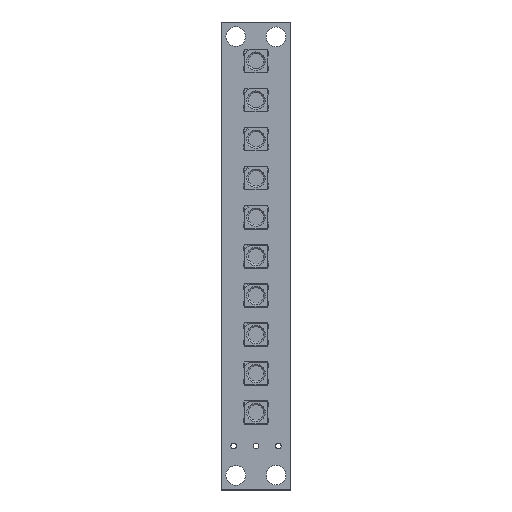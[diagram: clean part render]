
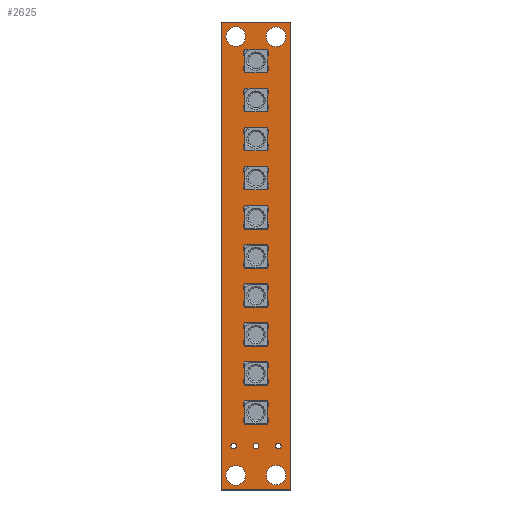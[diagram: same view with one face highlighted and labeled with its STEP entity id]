
A CAD part, top view. The second image highlights one B-rep face of the part: STEP entity #2625.
In plain terms, the highlighted planar face has unit normal (0, 0, 1).
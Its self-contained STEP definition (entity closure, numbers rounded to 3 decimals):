
#2436 = VERTEX_POINT('',#2437);
#2437 = CARTESIAN_POINT('',(7.444,-49.941,1.6));
#2443 = EDGE_CURVE('',#2436,#2444,#2446,.T.);
#2444 = VERTEX_POINT('',#2445);
#2445 = CARTESIAN_POINT('',(-7.444,-49.941,1.6));
#2446 = LINE('',#2447,#2448);
#2447 = CARTESIAN_POINT('',(7.444,-49.941,1.6));
#2448 = VECTOR('',#2449,1.);
#2449 = DIRECTION('',(-1.,0.,0.));
#2476 = VERTEX_POINT('',#2477);
#2477 = CARTESIAN_POINT('',(7.444,49.941,1.6));
#2483 = EDGE_CURVE('',#2476,#2436,#2484,.T.);
#2484 = LINE('',#2485,#2486);
#2485 = CARTESIAN_POINT('',(7.444,49.941,1.6));
#2486 = VECTOR('',#2487,1.);
#2487 = DIRECTION('',(0.,-1.,0.));
#2505 = EDGE_CURVE('',#2444,#2506,#2508,.T.);
#2506 = VERTEX_POINT('',#2507);
#2507 = CARTESIAN_POINT('',(-7.444,49.941,1.6));
#2508 = LINE('',#2509,#2510);
#2509 = CARTESIAN_POINT('',(-7.444,-49.941,1.6));
#2510 = VECTOR('',#2511,1.);
#2511 = DIRECTION('',(0.,1.,0.));
#2625 = ADVANCED_FACE('',(#2626,#2637,#2648,#2659,#2670,#2681,#2692,
    #2703),#2714,.T.);
#2626 = FACE_BOUND('',#2627,.T.);
#2627 = EDGE_LOOP('',(#2628,#2629,#2630,#2636));
#2628 = ORIENTED_EDGE('',*,*,#2443,.F.);
#2629 = ORIENTED_EDGE('',*,*,#2483,.F.);
#2630 = ORIENTED_EDGE('',*,*,#2631,.F.);
#2631 = EDGE_CURVE('',#2506,#2476,#2632,.T.);
#2632 = LINE('',#2633,#2634);
#2633 = CARTESIAN_POINT('',(-7.444,49.941,1.6));
#2634 = VECTOR('',#2635,1.);
#2635 = DIRECTION('',(1.,0.,0.));
#2636 = ORIENTED_EDGE('',*,*,#2505,.F.);
#2637 = FACE_BOUND('',#2638,.T.);
#2638 = EDGE_LOOP('',(#2639));
#2639 = ORIENTED_EDGE('',*,*,#2640,.F.);
#2640 = EDGE_CURVE('',#2641,#2641,#2643,.T.);
#2641 = VERTEX_POINT('',#2642);
#2642 = CARTESIAN_POINT('',(-2.225,-46.815,1.6));
#2643 = CIRCLE('',#2644,2.1);
#2644 = AXIS2_PLACEMENT_3D('',#2645,#2646,#2647);
#2645 = CARTESIAN_POINT('',(-4.325,-46.815,1.6));
#2646 = DIRECTION('',(0.,0.,1.));
#2647 = DIRECTION('',(1.,0.,-0.));
#2648 = FACE_BOUND('',#2649,.T.);
#2649 = EDGE_LOOP('',(#2650));
#2650 = ORIENTED_EDGE('',*,*,#2651,.T.);
#2651 = EDGE_CURVE('',#2652,#2652,#2654,.T.);
#2652 = VERTEX_POINT('',#2653);
#2653 = CARTESIAN_POINT('',(-4.763,-41.165,1.6));
#2654 = CIRCLE('',#2655,0.6);
#2655 = AXIS2_PLACEMENT_3D('',#2656,#2657,#2658);
#2656 = CARTESIAN_POINT('',(-4.763,-40.565,1.6));
#2657 = DIRECTION('',(-0.,0.,-1.));
#2658 = DIRECTION('',(0.,-1.,0.));
#2659 = FACE_BOUND('',#2660,.T.);
#2660 = EDGE_LOOP('',(#2661));
#2661 = ORIENTED_EDGE('',*,*,#2662,.T.);
#2662 = EDGE_CURVE('',#2663,#2663,#2665,.T.);
#2663 = VERTEX_POINT('',#2664);
#2664 = CARTESIAN_POINT('',(0.,-41.165,1.6));
#2665 = CIRCLE('',#2666,0.6);
#2666 = AXIS2_PLACEMENT_3D('',#2667,#2668,#2669);
#2667 = CARTESIAN_POINT('',(0.,-40.565,1.6));
#2668 = DIRECTION('',(-0.,0.,-1.));
#2669 = DIRECTION('',(0.,-1.,-0.));
#2670 = FACE_BOUND('',#2671,.T.);
#2671 = EDGE_LOOP('',(#2672));
#2672 = ORIENTED_EDGE('',*,*,#2673,.F.);
#2673 = EDGE_CURVE('',#2674,#2674,#2676,.T.);
#2674 = VERTEX_POINT('',#2675);
#2675 = CARTESIAN_POINT('',(6.375,-46.765,1.6));
#2676 = CIRCLE('',#2677,2.1);
#2677 = AXIS2_PLACEMENT_3D('',#2678,#2679,#2680);
#2678 = CARTESIAN_POINT('',(4.275,-46.765,1.6));
#2679 = DIRECTION('',(0.,0.,1.));
#2680 = DIRECTION('',(1.,0.,-0.));
#2681 = FACE_BOUND('',#2682,.T.);
#2682 = EDGE_LOOP('',(#2683));
#2683 = ORIENTED_EDGE('',*,*,#2684,.T.);
#2684 = EDGE_CURVE('',#2685,#2685,#2687,.T.);
#2685 = VERTEX_POINT('',#2686);
#2686 = CARTESIAN_POINT('',(4.763,-41.165,1.6));
#2687 = CIRCLE('',#2688,0.6);
#2688 = AXIS2_PLACEMENT_3D('',#2689,#2690,#2691);
#2689 = CARTESIAN_POINT('',(4.763,-40.565,1.6));
#2690 = DIRECTION('',(-0.,0.,-1.));
#2691 = DIRECTION('',(0.,-1.,-0.));
#2692 = FACE_BOUND('',#2693,.T.);
#2693 = EDGE_LOOP('',(#2694));
#2694 = ORIENTED_EDGE('',*,*,#2695,.F.);
#2695 = EDGE_CURVE('',#2696,#2696,#2698,.T.);
#2696 = VERTEX_POINT('',#2697);
#2697 = CARTESIAN_POINT('',(-2.225,46.835,1.6));
#2698 = CIRCLE('',#2699,2.1);
#2699 = AXIS2_PLACEMENT_3D('',#2700,#2701,#2702);
#2700 = CARTESIAN_POINT('',(-4.325,46.835,1.6));
#2701 = DIRECTION('',(0.,0.,1.));
#2702 = DIRECTION('',(1.,0.,-0.));
#2703 = FACE_BOUND('',#2704,.T.);
#2704 = EDGE_LOOP('',(#2705));
#2705 = ORIENTED_EDGE('',*,*,#2706,.F.);
#2706 = EDGE_CURVE('',#2707,#2707,#2709,.T.);
#2707 = VERTEX_POINT('',#2708);
#2708 = CARTESIAN_POINT('',(6.375,46.785,1.6));
#2709 = CIRCLE('',#2710,2.1);
#2710 = AXIS2_PLACEMENT_3D('',#2711,#2712,#2713);
#2711 = CARTESIAN_POINT('',(4.275,46.785,1.6));
#2712 = DIRECTION('',(0.,0.,1.));
#2713 = DIRECTION('',(1.,0.,-0.));
#2714 = PLANE('',#2715);
#2715 = AXIS2_PLACEMENT_3D('',#2716,#2717,#2718);
#2716 = CARTESIAN_POINT('',(0.,0.,1.6));
#2717 = DIRECTION('',(0.,0.,1.));
#2718 = DIRECTION('',(1.,0.,-0.));
